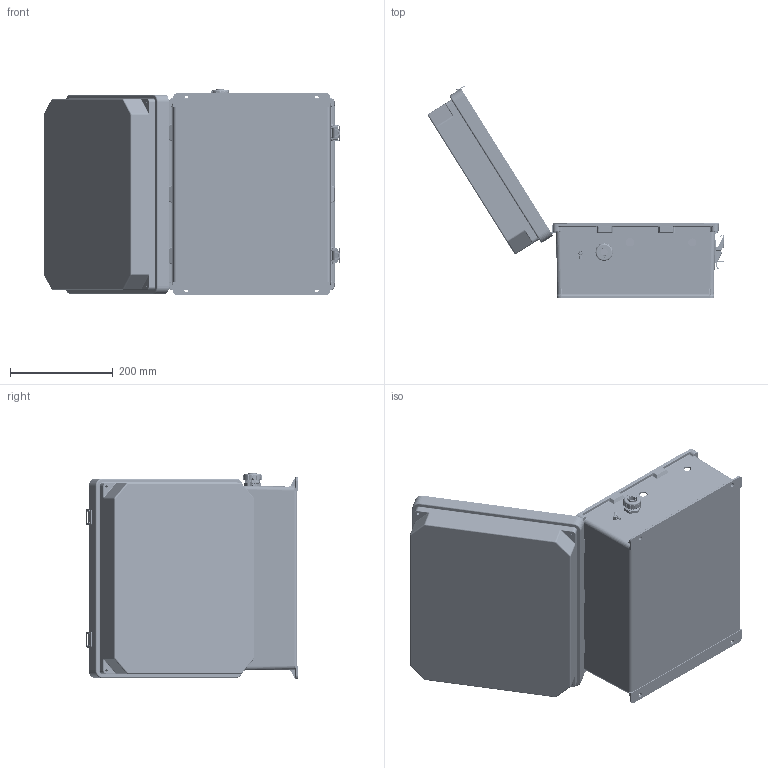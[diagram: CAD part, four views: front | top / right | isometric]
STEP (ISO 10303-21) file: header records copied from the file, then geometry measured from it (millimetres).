
FILE_DESCRIPTION (( 'STEP AP214' ), '1' );
FILE_NAME ('TEF141207-E00.STEP', '2018-11-20T15:25:59', ( '' ), ( '' ), 'SwSTEP 2.0', 'SolidWorks 2017', '' );
FILE_SCHEMA (( 'AUTOMOTIVE_DESIGN' ));
Length unit declared in the file: inch
Products named in the file (26): XCT-0011; XCT-0010; XF1056-01; XFW-0002; XFN-0003; XCT-0005; XFS-0026; XC-0003; XFS-0031; NB141207-DoorClasp-2; MJSCVR; NB141207-DoorClasp-1; 1AM07-189; NB141207-Lid-2; XFS-0059; NB141207-Hinge; XMH-0041; NB141207-Box; NEMA GroundWire-2; XMH-0007; TEF141207-E00; XF797-02; XFS-0017; 10-32 NEMA PLATE SCREW; XFN-0013; XCTB-0002
Assembly tree (40 placements, depth 2):
  TEF141207-E00
    NB141207-Box
    NB141207-Hinge  x2
    NB141207-Lid-2
    NB141207-DoorClasp-1  x2
    NB141207-DoorClasp-2  x2
    XC-0003
    XFS-0026
    XCT-0005
    XFN-0003  x2
    XFW-0002
    XF1056-01
    XCT-0010
    XCT-0011
    XCTB-0002
    XFN-0013  x2
    10-32 NEMA PLATE SCREW  x4
    XFS-0017  x3
    XF797-02
    XMH-0007  x4
    NEMA GroundWire-2
    XMH-0041
    XFS-0059  x2
    1AM07-189
    MJSCVR  x2
    XFS-0031
Bounding box: 578.07 x 413.05 x 402.37 mm (x, y, z)
Volume: 2296469.6 mm3; surface area: 1412942 mm2
Topology: 48 solids, 49 shells, 3826 faces, 9738 edges, 6055 vertices
Faces by surface type: plane 1651, cylinder 1086, cone 607, torus 237, bspline 212, sphere 33
Full cylindrical faces by diameter (mm): 2.705 x40, 2.845 x1, 3.048 x6, 3.15 x4, 3.175 x20, 3.302 x4, 3.505 x1, 3.556 x9, 3.607 x7, 3.683 x2, 3.934 x1, 3.962 x2, 4.064 x4, 4.166 x4, 4.177 x4, 4.572 x7, 5.004 x1, 5.182 x1, 5.3 x2, 5.639 x1, 6.35 x4, 6.5 x4, 6.655 x3, 6.667 x3, 6.858 x1, 7.163 x3, 7.62 x3, 8 x4, 8.928 x4, 9.22 x1
Entity records: 108618 total; most frequent: CARTESIAN_POINT 26556, ORIENTED_EDGE 13872, DIRECTION 13851, EDGE_CURVE 6936, AXIS2_PLACEMENT_3D 5015, VERTEX_POINT 4632, VECTOR 3821, LINE 3821
